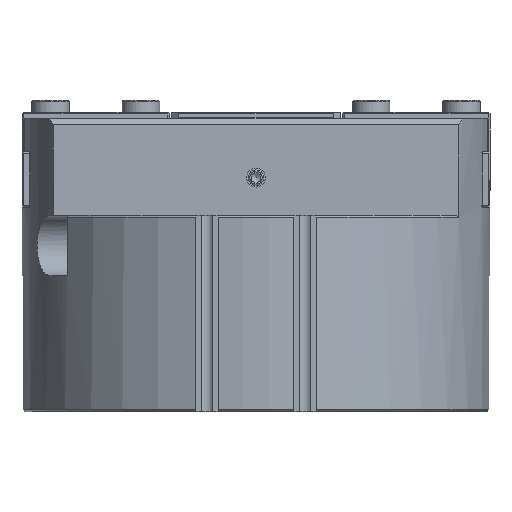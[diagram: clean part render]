
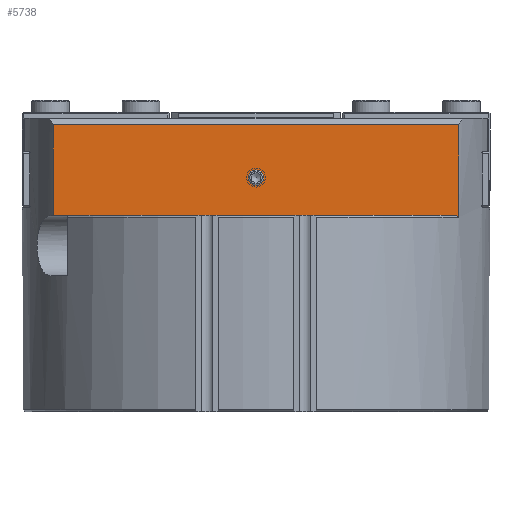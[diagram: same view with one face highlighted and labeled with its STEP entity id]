
A CAD part, front view. The second image highlights one B-rep face of the part: STEP entity #5738.
In plain terms, the highlighted planar face has unit normal (0, -1, 0).
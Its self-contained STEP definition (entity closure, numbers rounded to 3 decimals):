
#304=FACE_BOUND('',#1953,.T.);
#332=LINE('',#8599,#805);
#371=LINE('',#8809,#844);
#386=LINE('',#8980,#859);
#392=LINE('',#9127,#865);
#442=LINE('',#9395,#915);
#805=VECTOR('',#6811,10.);
#844=VECTOR('',#6954,10.);
#859=VECTOR('',#7023,10.);
#865=VECTOR('',#7049,10.);
#915=VECTOR('',#7249,10.);
#1351=PLANE('',#6482);
#1605=FACE_OUTER_BOUND('',#1952,.T.);
#1952=EDGE_LOOP('',(#4713,#4714,#4715,#4716,#4717,#4718));
#1953=EDGE_LOOP('',(#4719,#4720));
#2246=CIRCLE('',#6342,2.067);
#2247=CIRCLE('',#6343,2.067);
#2427=(
BOUNDED_CURVE()
B_SPLINE_CURVE(2,(#8581,#8582,#8583),.UNSPECIFIED.,.F.,.F.)
B_SPLINE_CURVE_WITH_KNOTS((3,3),(0.,0.076),.UNSPECIFIED.)
CURVE()
GEOMETRIC_REPRESENTATION_ITEM()
RATIONAL_B_SPLINE_CURVE((1.,1.,1.))
REPRESENTATION_ITEM('')
);
#2456=VERTEX_POINT('',#8578);
#2457=VERTEX_POINT('',#8580);
#2462=VERTEX_POINT('',#8598);
#2537=VERTEX_POINT('',#8806);
#2538=VERTEX_POINT('',#8808);
#2587=VERTEX_POINT('',#8978);
#2677=VERTEX_POINT('',#9536);
#2678=VERTEX_POINT('',#9538);
#3032=EDGE_CURVE('',#2456,#2457,#2427,.F.);
#3039=EDGE_CURVE('',#2457,#2462,#332,.T.);
#3129=EDGE_CURVE('',#2537,#2538,#371,.T.);
#3179=EDGE_CURVE('',#2587,#2456,#386,.T.);
#3199=EDGE_CURVE('',#2538,#2587,#392,.T.);
#3294=EDGE_CURVE('',#2462,#2537,#442,.T.);
#3330=EDGE_CURVE('',#2678,#2677,#2246,.T.);
#3331=EDGE_CURVE('',#2677,#2678,#2247,.T.);
#4713=ORIENTED_EDGE('',*,*,#3199,.F.);
#4714=ORIENTED_EDGE('',*,*,#3129,.F.);
#4715=ORIENTED_EDGE('',*,*,#3294,.F.);
#4716=ORIENTED_EDGE('',*,*,#3039,.F.);
#4717=ORIENTED_EDGE('',*,*,#3032,.F.);
#4718=ORIENTED_EDGE('',*,*,#3179,.F.);
#4719=ORIENTED_EDGE('',*,*,#3330,.T.);
#4720=ORIENTED_EDGE('',*,*,#3331,.T.);
#5738=ADVANCED_FACE('',(#1605,#304),#1351,.F.);
#6342=AXIS2_PLACEMENT_3D('',#9539,#7326,#7327);
#6343=AXIS2_PLACEMENT_3D('',#9540,#7328,#7329);
#6482=AXIS2_PLACEMENT_3D('',#9811,#7665,#7666);
#6811=DIRECTION('',(-1.,0.,0.));
#6954=DIRECTION('',(0.,0.,1.));
#7023=DIRECTION('',(0.,0.,-1.));
#7049=DIRECTION('',(1.,0.,0.));
#7249=DIRECTION('',(-1.,0.,0.));
#7326=DIRECTION('center_axis',(0.,1.,0.));
#7327=DIRECTION('ref_axis',(1.,0.,0.));
#7328=DIRECTION('center_axis',(0.,1.,0.));
#7329=DIRECTION('ref_axis',(1.,0.,0.));
#7665=DIRECTION('center_axis',(0.,1.,0.));
#7666=DIRECTION('ref_axis',(0.,0.,1.));
#8578=CARTESIAN_POINT('',(53.694,-31.,51.5));
#8580=CARTESIAN_POINT('',(53.115,-31.,52.));
#8581=CARTESIAN_POINT('Ctrl Pts',(53.115,-31.,52.));
#8582=CARTESIAN_POINT('Ctrl Pts',(53.403,-31.,51.751));
#8583=CARTESIAN_POINT('Ctrl Pts',(53.694,-31.,51.5));
#8598=CARTESIAN_POINT('',(-50.,-31.,52.));
#8599=CARTESIAN_POINT('',(0.,-31.,52.));
#8806=CARTESIAN_POINT('',(-53.694,-31.,52.));
#8808=CARTESIAN_POINT('',(-53.694,-31.,76.));
#8809=CARTESIAN_POINT('',(-53.694,-31.,0.));
#8978=CARTESIAN_POINT('',(53.694,-31.,76.));
#8980=CARTESIAN_POINT('',(53.694,-31.,0.));
#9127=CARTESIAN_POINT('',(0.,-31.,76.));
#9395=CARTESIAN_POINT('',(0.,-31.,52.));
#9536=CARTESIAN_POINT('',(-2.067,-31.,62.));
#9538=CARTESIAN_POINT('',(2.067,-31.,62.));
#9539=CARTESIAN_POINT('Origin',(0.,-31.,62.));
#9540=CARTESIAN_POINT('Origin',(0.,-31.,62.));
#9811=CARTESIAN_POINT('Origin',(0.,-31.,52.));
